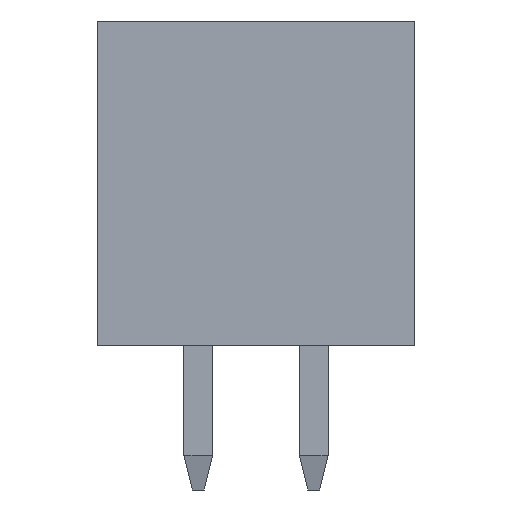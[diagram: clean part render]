
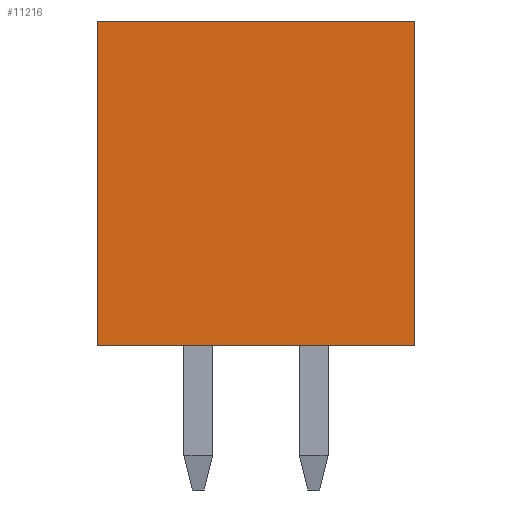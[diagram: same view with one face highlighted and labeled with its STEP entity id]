
A CAD part, left-side view. The second image highlights one B-rep face of the part: STEP entity #11216.
In plain terms, the highlighted planar face has unit normal (-1, 0, 0).
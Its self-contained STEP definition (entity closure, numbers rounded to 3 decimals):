
#1865=ORIENTED_EDGE('',*,*,#4253,.F.);
#1866=ORIENTED_EDGE('',*,*,#3495,.F.);
#1867=ORIENTED_EDGE('',*,*,#3608,.T.);
#1868=ORIENTED_EDGE('',*,*,#4572,.T.);
#3495=EDGE_CURVE('',#5079,#5080,#6131,.T.);
#3608=EDGE_CURVE('',#5079,#5191,#6244,.T.);
#4253=EDGE_CURVE('',#5080,#5689,#6889,.T.);
#4572=EDGE_CURVE('',#5191,#5689,#7208,.T.);
#5079=VERTEX_POINT('',#15129);
#5080=VERTEX_POINT('',#15131);
#5191=VERTEX_POINT('',#15355);
#5689=VERTEX_POINT('',#16597);
#6131=LINE('',#15130,#7715);
#6244=LINE('',#15356,#7828);
#6889=LINE('',#16596,#8473);
#7208=LINE('',#17233,#8792);
#7715=VECTOR('',#12268,1000.);
#7828=VECTOR('',#12383,1000.);
#8473=VECTOR('',#13224,1000.);
#8792=VECTOR('',#13753,1000.);
#9454=EDGE_LOOP('',(#1865,#1866,#1867,#1868));
#10092=FACE_BOUND('',#9454,.T.);
#10679=PLANE('',#11780);
#11216=ADVANCED_FACE('',(#10092),#10679,.T.);
#11780=AXIS2_PLACEMENT_3D('',#17241,#13758,#13759);
#12268=DIRECTION('',(0.,1.,0.));
#12383=DIRECTION('',(0.,0.,1.));
#13224=DIRECTION('',(0.,0.,1.));
#13753=DIRECTION('',(0.,1.,0.));
#13758=DIRECTION('',(-1.,0.,0.));
#13759=DIRECTION('',(0.,0.,1.));
#15129=CARTESIAN_POINT('',(-28.6,-2.75,-2.8));
#15130=CARTESIAN_POINT('',(-28.6,-2.75,-2.8));
#15131=CARTESIAN_POINT('',(-28.6,2.75,-2.8));
#15355=CARTESIAN_POINT('',(-28.6,-2.75,2.8));
#15356=CARTESIAN_POINT('',(-28.6,-2.75,-2.8));
#16596=CARTESIAN_POINT('',(-28.6,2.75,-2.8));
#16597=CARTESIAN_POINT('',(-28.6,2.75,2.8));
#17233=CARTESIAN_POINT('',(-28.6,-2.75,2.8));
#17241=CARTESIAN_POINT('',(-28.6,-2.75,-2.8));
